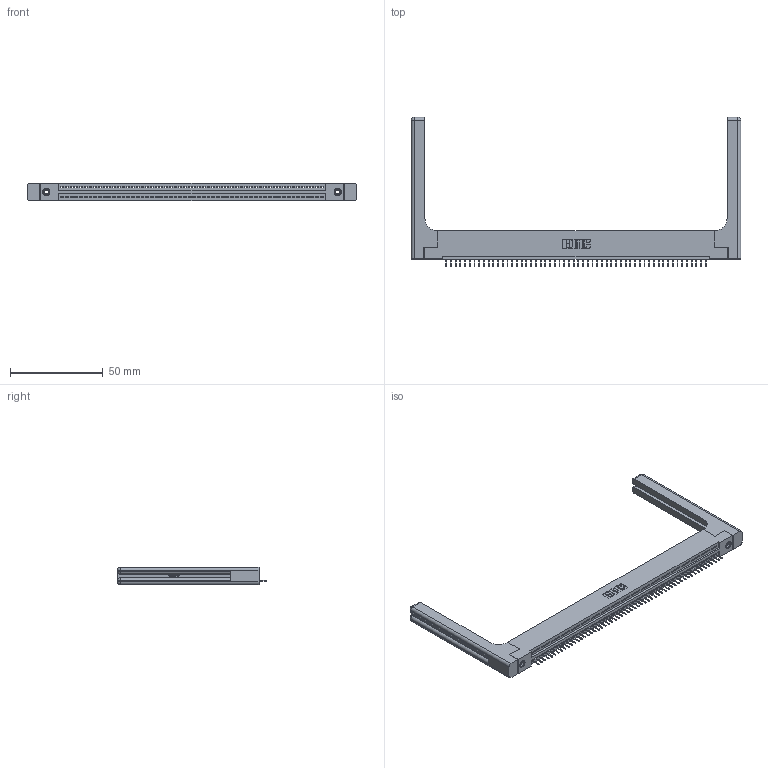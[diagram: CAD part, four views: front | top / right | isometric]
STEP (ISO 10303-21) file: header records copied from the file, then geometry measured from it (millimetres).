
FILE_DESCRIPTION (( 'STEP AP203' ), '1' );
FILE_NAME ('345-056-524-158.STEP', '2019-10-10T10:49:15', ( '' ), ( '' ), 'SwSTEP 2.0', 'SolidWorks 2016', '' );
FILE_SCHEMA (( 'CONFIG_CONTROL_DESIGN' ));
Length unit declared in the file: inch
Products named in the file (5): 345 Part_Flush Mounting Lugs - 0.156 Dia-TH; 345-250-001_345-250-001-102; 345-292-001_345-293-124; 345-056-524-158; 345-220-058_345-220-058
Assembly tree (61 placements, depth 2):
  345-056-524-158
    345 Part_Flush Mounting Lugs - 0.156 Dia-TH
    345-292-001_345-293-124  x56
    345-250-001_345-250-001-102  x2
    345-220-058_345-220-058  x2
Bounding box: 177.27 x 80.31 x 9.4 mm (x, y, z)
Volume: 25235.4 mm3; surface area: 27021.8 mm2
Topology: 61 solids, 61 shells, 3854 faces, 11087 edges, 7146 vertices
Faces by surface type: plane 2804, cylinder 990, bspline 36, cone 12, sphere 8, torus 4
Entity records: 45518 total; most frequent: CARTESIAN_POINT 8853, ORIENTED_EDGE 7640, DIRECTION 6660, EDGE_CURVE 3820, LINE 3376, VECTOR 3376, VERTEX_POINT 2534, AXIS2_PLACEMENT_3D 1642
